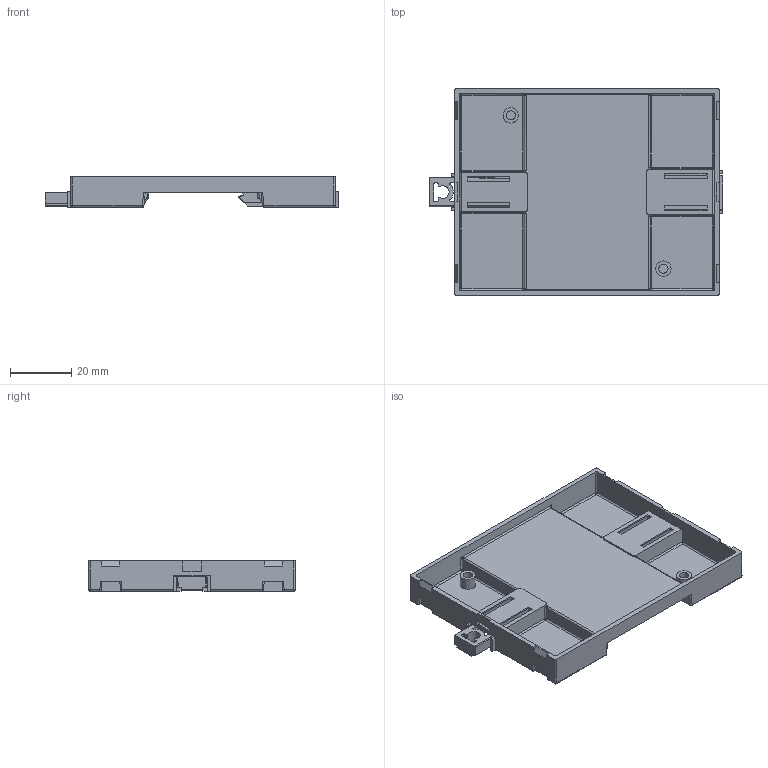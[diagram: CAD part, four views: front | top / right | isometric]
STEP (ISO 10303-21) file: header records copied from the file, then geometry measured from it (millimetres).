
FILE_DESCRIPTION(/* description */ ('STEP AP214'),/* implementation_level */ '2;1');
FILE_NAME(/* name */ 'CNMB4_Bottom.stp',/* time_stamp */ '2023-04-05T13:11:28+06:00',/* author */ ('danil'),/* organization */ ('TraceParts S.A.'),/* preprocessor_version */ 'ST-DEVELOPER v18.1',/* originating_system */ 'Autodesk Inventor 2022',/* authorisation */ ' ');
FILE_SCHEMA (('AUTOMOTIVE_DESIGN { 1 0 10303 214 3 1 1 }'));
Length unit declared in the file: millimetre
Products named in the file (4): cnmb_4_kit; cnmb_4_kit_13; cnmb_4_kit_14; cnmb_4_kit_15
Assembly tree (3 placements, depth 2):
  cnmb_4_kit
    cnmb_4_kit_13
    cnmb_4_kit_14
    cnmb_4_kit_15
Bounding box: 96.28 x 67.8 x 10 mm (x, y, z)
Volume: 15265.4 mm3; surface area: 21181.4 mm2
Topology: 3 solids, 3 shells, 559 faces, 1504 edges, 911 vertices
Faces by surface type: plane 273, cylinder 207, sphere 53, bspline 22, cone 4
Full cylindrical faces by diameter (mm): 1.5 x2, 2 x2, 3 x2, 5 x2
Entity records: 23242 total; most frequent: CARTESIAN_POINT 9403, ORIENTED_EDGE 2910, DIRECTION 2814, EDGE_CURVE 1455, LINE 938, VECTOR 938, AXIS2_PLACEMENT_3D 938, VERTEX_POINT 911
